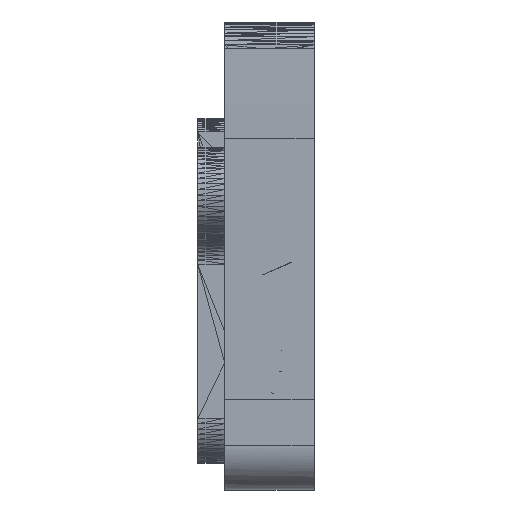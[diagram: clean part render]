
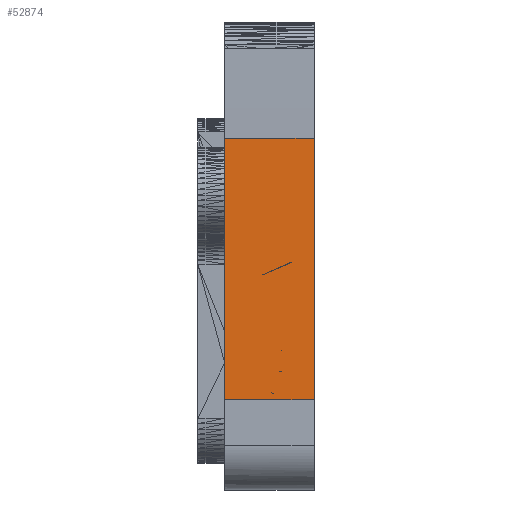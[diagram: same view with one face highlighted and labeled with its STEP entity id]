
A CAD part, left-side view. The second image highlights one B-rep face of the part: STEP entity #52874.
In plain terms, the highlighted planar face has unit normal (-1, 0, 0).
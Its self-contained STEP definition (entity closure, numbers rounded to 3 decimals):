
#68=FACE_OUTER_BOUND('',#4816,.T.);
#4816=EDGE_LOOP('',(#33860,#33861,#33862,#33863,#33864));
#9648=LINE('',#79379,#16858);
#9649=LINE('',#79383,#16859);
#9650=LINE('',#79387,#16860);
#9651=LINE('',#79389,#16861);
#9652=LINE('',#79390,#16862);
#16858=VECTOR('',#62574,500.);
#16859=VECTOR('',#62579,500.);
#16860=VECTOR('',#62584,10.);
#16861=VECTOR('',#62585,500.);
#16862=VECTOR('',#62586,10.);
#24058=VERTEX_POINT('',#79376);
#24059=VERTEX_POINT('',#79378);
#24060=VERTEX_POINT('',#79382);
#24061=VERTEX_POINT('',#79386);
#24062=VERTEX_POINT('',#79388);
#26546=EDGE_CURVE('',#24058,#24059,#9648,.T.);
#26548=EDGE_CURVE('',#24059,#24060,#9649,.T.);
#26550=EDGE_CURVE('',#24058,#24061,#9650,.T.);
#26551=EDGE_CURVE('',#24062,#24061,#9651,.T.);
#26552=EDGE_CURVE('',#24062,#24060,#9652,.T.);
#33860=ORIENTED_EDGE('',*,*,#26548,.F.);
#33861=ORIENTED_EDGE('',*,*,#26546,.F.);
#33862=ORIENTED_EDGE('',*,*,#26550,.T.);
#33863=ORIENTED_EDGE('',*,*,#26551,.F.);
#33864=ORIENTED_EDGE('',*,*,#26552,.T.);
#48127=PLANE('',#57656);
#52874=ADVANCED_FACE('',(#68),#48127,.T.);
#57656=AXIS2_PLACEMENT_3D('',#79385,#62582,#62583);
#62574=DIRECTION('',(0.,1.,0.));
#62579=DIRECTION('',(0.,1.,0.));
#62582=DIRECTION('center_axis',(-1.,0.,0.));
#62583=DIRECTION('ref_axis',(0.,0.,1.));
#62584=DIRECTION('',(0.,0.,1.));
#62585=DIRECTION('',(0.,-1.,0.));
#62586=DIRECTION('',(0.,0.,-1.));
#79376=CARTESIAN_POINT('',(-0.1,0.016,-1.044));
#79378=CARTESIAN_POINT('',(-0.1,10.,-1.044));
#79379=CARTESIAN_POINT('',(-0.1,9.783,-1.044));
#79382=CARTESIAN_POINT('',(-0.1,10.014,-1.044));
#79383=CARTESIAN_POINT('',(-0.1,0.016,-1.044));
#79385=CARTESIAN_POINT('Origin',(-0.1,5.015,13.54));
#79386=CARTESIAN_POINT('',(-0.1,0.016,28.123));
#79387=CARTESIAN_POINT('',(-0.1,0.016,38.123));
#79388=CARTESIAN_POINT('',(-0.1,10.014,28.123));
#79389=CARTESIAN_POINT('',(-0.1,10.014,28.123));
#79390=CARTESIAN_POINT('',(-0.1,10.014,-11.043));
